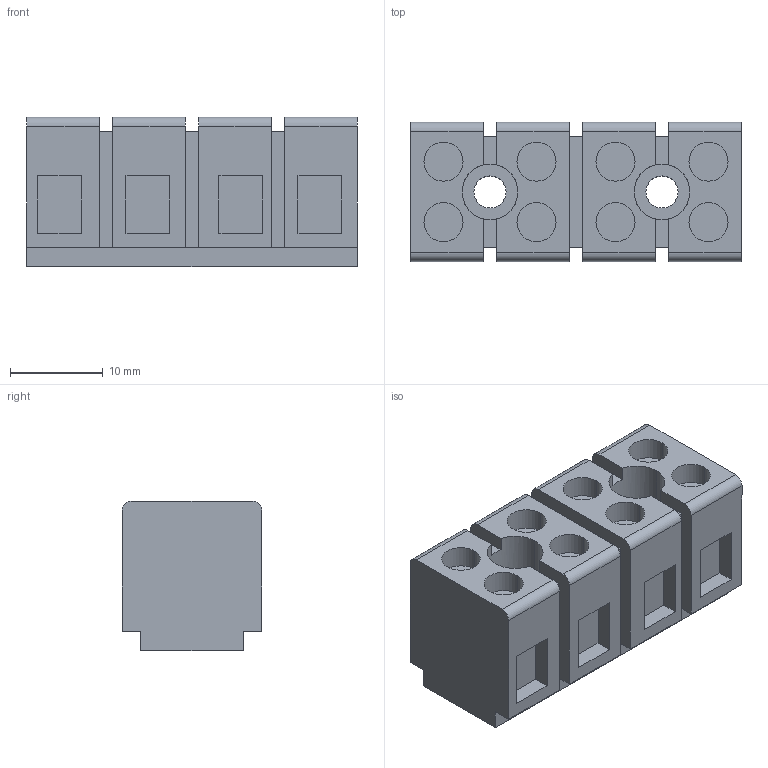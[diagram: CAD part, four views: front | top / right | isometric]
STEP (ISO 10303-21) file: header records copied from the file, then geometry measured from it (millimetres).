
FILE_DESCRIPTION(('CATIA V5R24 STEP','CAx-IF Rec.Pracs.--- Model Styling and Organization---1.2---2011-12-15'),'2;1');
FILE_NAME ('D1445812_0', '2017-05-30T05:48:25+00:00', ('Weidmueller Interface'), ('Weidmueller'), 'CATIA Version 5-6 Release 2014 SP4 HF52', 'CATIA V5 STEP AP214', 'none');
FILE_SCHEMA(('AUTOMOTIVE_DESIGN { 1 0 10303 214 1 1 1 1 }'));
Length unit declared in the file: millimetre
Products named in the file (1): v5-standard_part
Bounding box: 35.5 x 15 x 16.1 mm (x, y, z)
Volume: 6322.3 mm3; surface area: 3967.3 mm2
Topology: 1 solids, 1 shells, 126 faces, 326 edges, 218 vertices
Faces by surface type: plane 94, cylinder 32
Entity records: 3428 total; most frequent: ORIENTED_EDGE 652, CARTESIAN_POINT 597, DIRECTION 430, EDGE_CURVE 326, VECTOR 254, LINE 254, VERTEX_POINT 218, EDGE_LOOP 146
